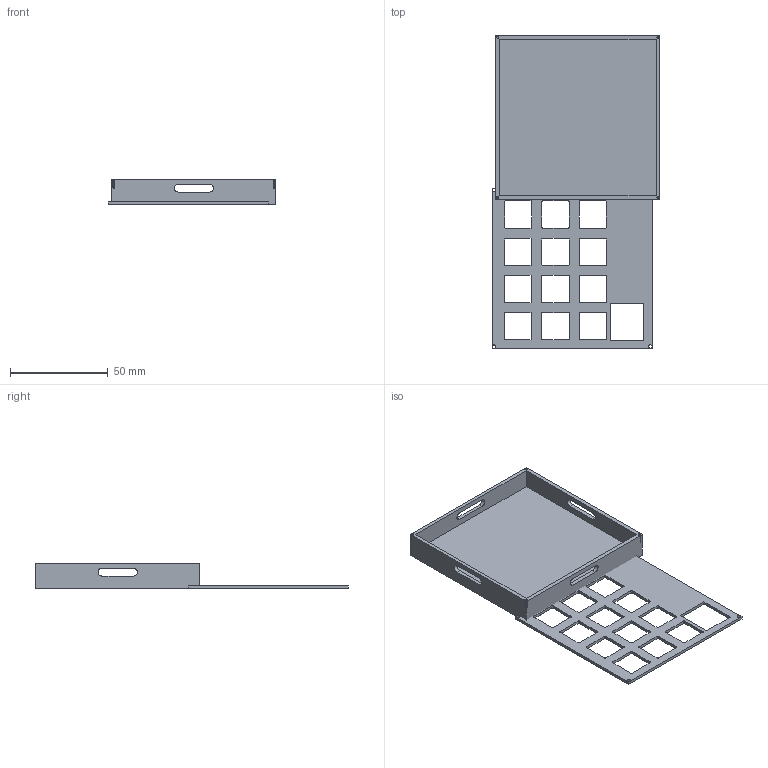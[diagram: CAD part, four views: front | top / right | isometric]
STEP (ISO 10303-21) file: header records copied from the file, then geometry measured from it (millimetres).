
FILE_DESCRIPTION(/* description */ (''),/* implementation_level */ '2;1');
FILE_NAME(/* name */ 'BeanPad - NumPad-Bottom.step',/* time_stamp */ '2025-06-16T15:44:55-04:00',/* author */ (''),/* organization */ (''),/* preprocessor_version */ 'ST-DEVELOPER v20.1',/* originating_system */ 'Autodesk Translation Framework v14.4.0.0',/* authorisation */ '');
FILE_SCHEMA (('AUTOMOTIVE_DESIGN { 1 0 10303 214 3 1 1 }'));
Length unit declared in the file: millimetre
Products named in the file (2): BeanPad - NumPad; BeanPad
Assembly tree (1 placements, depth 2):
  BeanPad - NumPad
    BeanPad
Bounding box: 85.92 x 160.09 x 13 mm (x, y, z)
Volume: 33058.4 mm3; surface area: 31572.7 mm2
Topology: 2 solids, 2 shells, 832 faces, 2355 edges, 1570 vertices
Faces by surface type: bspline 368, plane 252, cylinder 212
Full cylindrical faces by diameter (mm): 0.969 x28, 1.253 x10, 1.254 x10, 1.8 x4
Entity records: 38995 total; most frequent: CARTESIAN_POINT 20288, ORIENTED_EDGE 4710, DIRECTION 2385, EDGE_CURVE 2355, VERTEX_POINT 1570, LINE 1179, VECTOR 1179, B_SPLINE_CURVE_WITH_KNOTS 1040
